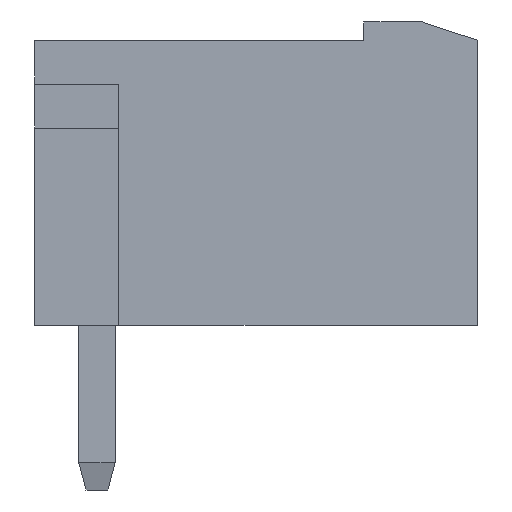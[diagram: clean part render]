
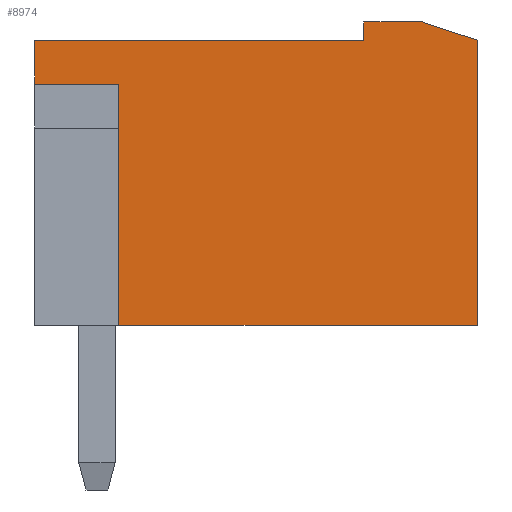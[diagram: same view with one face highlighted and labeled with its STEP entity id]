
A CAD part, left-side view. The second image highlights one B-rep face of the part: STEP entity #8974.
In plain terms, the highlighted planar face has unit normal (-1, 0, 0).
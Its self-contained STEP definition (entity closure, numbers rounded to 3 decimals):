
#521=FACE_OUTER_BOUND('',#1058,.T.);
#1058=EDGE_LOOP('',(#7221,#7222,#7223,#7224,#7225,#7226,#7227,#7228,#7229));
#1492=LINE('',#12485,#2621);
#1578=LINE('',#12664,#2707);
#1589=LINE('',#12685,#2718);
#1876=LINE('',#13290,#3005);
#1891=LINE('',#13320,#3020);
#2042=LINE('',#13791,#3171);
#2045=LINE('',#13796,#3174);
#2065=LINE('',#13820,#3194);
#2067=LINE('',#13824,#3196);
#2621=VECTOR('',#10169,9.);
#2707=VECTOR('',#10321,1.581);
#2718=VECTOR('',#10348,7.8);
#3005=VECTOR('',#10823,6.6);
#3020=VECTOR('',#10856,2.3);
#3171=VECTOR('',#11257,0.5);
#3174=VECTOR('',#11262,1.6);
#3194=VECTOR('',#11290,1.2);
#3196=VECTOR('',#11296,9.8);
#3659=VERTEX_POINT('',#12482);
#3660=VERTEX_POINT('',#12484);
#3719=VERTEX_POINT('',#12661);
#3720=VERTEX_POINT('',#12663);
#3722=VERTEX_POINT('',#12684);
#3945=VERTEX_POINT('',#13287);
#3946=VERTEX_POINT('',#13289);
#3952=VERTEX_POINT('',#13319);
#4099=VERTEX_POINT('',#13790);
#4536=EDGE_CURVE('',#3659,#3660,#1492,.T.);
#4622=EDGE_CURVE('',#3719,#3720,#1578,.T.);
#4633=EDGE_CURVE('',#3720,#3722,#1589,.T.);
#4928=EDGE_CURVE('',#3945,#3946,#1876,.T.);
#4943=EDGE_CURVE('',#3946,#3952,#1891,.T.);
#5150=EDGE_CURVE('',#3660,#4099,#2042,.T.);
#5153=EDGE_CURVE('',#4099,#3719,#2045,.T.);
#5173=EDGE_CURVE('',#3952,#3659,#2065,.T.);
#5175=EDGE_CURVE('',#3945,#3722,#2067,.T.);
#7221=ORIENTED_EDGE('',*,*,#4536,.F.);
#7222=ORIENTED_EDGE('',*,*,#5173,.F.);
#7223=ORIENTED_EDGE('',*,*,#4943,.F.);
#7224=ORIENTED_EDGE('',*,*,#4928,.F.);
#7225=ORIENTED_EDGE('',*,*,#5175,.T.);
#7226=ORIENTED_EDGE('',*,*,#4633,.F.);
#7227=ORIENTED_EDGE('',*,*,#4622,.F.);
#7228=ORIENTED_EDGE('',*,*,#5153,.F.);
#7229=ORIENTED_EDGE('',*,*,#5150,.F.);
#8183=PLANE('',#9509);
#8974=ADVANCED_FACE('',(#521),#8183,.T.);
#9509=AXIS2_PLACEMENT_3D('',#13825,#11297,#11298);
#10169=DIRECTION('',(0.,-1.,0.));
#10321=DIRECTION('',(0.,-0.949,-0.316));
#10348=DIRECTION('',(0.,0.,-1.));
#10823=DIRECTION('',(0.,0.,1.));
#10856=DIRECTION('',(0.,1.,0.));
#11257=DIRECTION('',(0.,0.,1.));
#11262=DIRECTION('',(0.,-1.,0.));
#11290=DIRECTION('',(0.,0.,1.));
#11296=DIRECTION('',(0.,-1.,0.));
#11297=DIRECTION('center_axis',(-1.,0.,0.));
#11298=DIRECTION('ref_axis',(0.,0.,-1.));
#12482=CARTESIAN_POINT('',(-20.92,1.7,7.8));
#12484=CARTESIAN_POINT('',(-20.92,-7.3,7.8));
#12485=CARTESIAN_POINT('',(-20.92,-0.6,7.8));
#12661=CARTESIAN_POINT('',(-20.92,-8.9,8.3));
#12663=CARTESIAN_POINT('',(-20.92,-10.4,7.8));
#12664=CARTESIAN_POINT('',(-20.92,-8.428,8.458));
#12684=CARTESIAN_POINT('',(-20.92,-10.4,0.));
#12685=CARTESIAN_POINT('',(-20.92,-10.4,7.8));
#13287=CARTESIAN_POINT('',(-20.92,-0.6,0.));
#13289=CARTESIAN_POINT('',(-20.92,-0.6,6.6));
#13290=CARTESIAN_POINT('',(-20.92,-0.6,0.));
#13319=CARTESIAN_POINT('',(-20.92,1.7,6.6));
#13320=CARTESIAN_POINT('',(-20.92,-0.6,6.6));
#13790=CARTESIAN_POINT('',(-20.92,-7.3,8.3));
#13791=CARTESIAN_POINT('',(-20.92,-7.3,7.875));
#13796=CARTESIAN_POINT('',(-20.92,-7.4,8.3));
#13820=CARTESIAN_POINT('',(-20.92,1.7,6.6));
#13824=CARTESIAN_POINT('',(-20.92,-0.6,0.));
#13825=CARTESIAN_POINT('Origin',(-20.92,-0.6,7.8));
